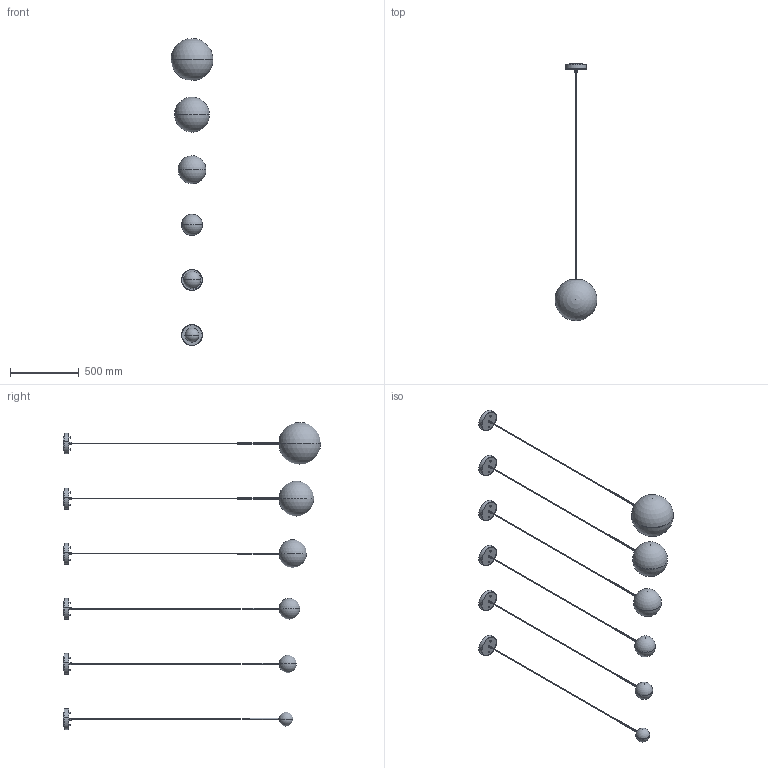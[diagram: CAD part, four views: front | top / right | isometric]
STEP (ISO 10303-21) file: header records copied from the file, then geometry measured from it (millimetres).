
FILE_DESCRIPTION (( 'STEP AP214' ), '1' );
FILE_NAME ('Bola Sphere Pendant, Family.STEP', '2019-06-12T23:20:19', ( '' ), ( '' ), 'SwSTEP 2.0', 'SolidWorks 2019', '' );
FILE_SCHEMA (( 'AUTOMOTIVE_DESIGN' ));
Length unit declared in the file: millimetre
Products named in the file (37): Bola, Canopy_Empty; Bola, Lamp_4in Sphere; Bola, Globe_6IN; Bola, Globe, Threaded Ring, 12; 160016027; Bola, Stem_8; Bola Sphere Pendant, Family; Bola-8-10; Bola, Lamp_8in Globe, Empty; Bola, Stem_4; Bola-5-15___; Bola, Lamp_5in Globe, Empty; Bola-8-04; Bola-6-15___; Bola, Lamp_12in Globe, Empty; Bola-8-09; Bola, Globe_8IN; Bola-8-12; Bola, Globe_10IN; Bola, Globe_4IN; Bola, Stem_5; Bola, Globe_5IN; Bola, Light Engine, Internal Diffuser_4, 5; Bola, Stem_6; Bola, Globe_12IN; Bola-8-08; Bola, Lamp_6in Globe, Empty; fh-832-30; Bola-8-15; 105m6x6mmnc; Bola, Lamp_10in Globe, Empty; Bola-5-03___
Assembly tree (98 placements, depth 3):
  Bola Sphere Pendant, Family
    Bola, Lamp_4in Sphere
      Bola, Stem_4
      Bola, Globe_4IN
      Bola-5-03___
      Bola-5-15___
      Bola, Light Engine, Internal Diffuser_4, 5
    Bola, Canopy_Empty
      Bola-8-04
      Bola-8-08
      160016027
      Bola-8-09  x2
      fh-832-30  x2
      Bola-8-10
      Bola-8-12
      105m6x6mmnc  x2
    Bola, Lamp_5in Globe, Empty
      Bola, Stem_5
      Bola, Globe_5IN
      Bola-5-15___
    Bola, Lamp_6in Globe, Empty
      Bola, Stem_6
      Bola, Globe_6IN
      Bola-6-15___
    Bola, Lamp_8in Globe, Empty
      Bola, Stem_8
      Bola, Globe_8IN
      Bola-8-15
    Bola, Lamp_10in Globe, Empty
      Bola, Stem_8
      Bola, Globe_10IN
      Bola-8-15
    Bola, Canopy_Empty
      Bola-8-04
      Bola-8-08
      160016027
      Bola-8-09  x2
      fh-832-30  x2
      Bola-8-10
      Bola-8-12
      105m6x6mmnc  x2
    Bola, Canopy_Empty
      Bola-8-04
      Bola-8-08
      160016027
      Bola-8-09  x2
      fh-832-30  x2
      Bola-8-10
      Bola-8-12
      105m6x6mmnc  x2
    Bola, Canopy_Empty
      Bola-8-04
      Bola-8-08
      160016027
      Bola-8-09  x2
      fh-832-30  x2
      Bola-8-10
      Bola-8-12
      105m6x6mmnc  x2
    Bola, Canopy_Empty
Bounding box: 304.62 x 1867.67 x 2228.37 mm (x, y, z)
Volume: 3405258 mm3; surface area: 2213352.4 mm2
Topology: 80 solids, 116 shells, 3007 faces, 8289 edges, 5435 vertices
Faces by surface type: plane 1274, cylinder 1233, cone 310, bspline 120, torus 42, sphere 28
Entity records: 26597 total; most frequent: CARTESIAN_POINT 6748, DIRECTION 4036, ORIENTED_EDGE 3684, EDGE_CURVE 1852, AXIS2_PLACEMENT_3D 1527, VERTEX_POINT 1233, VECTOR 982, LINE 982
